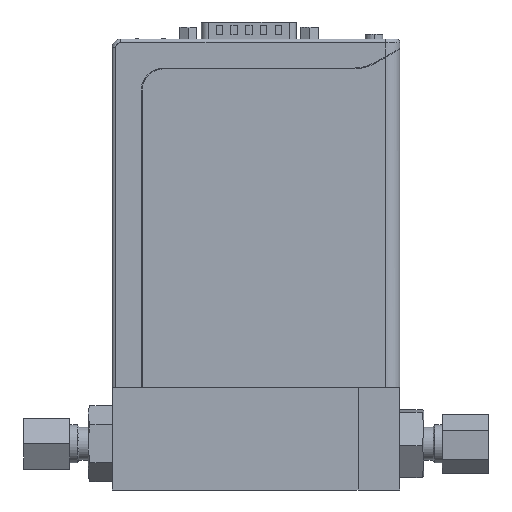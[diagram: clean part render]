
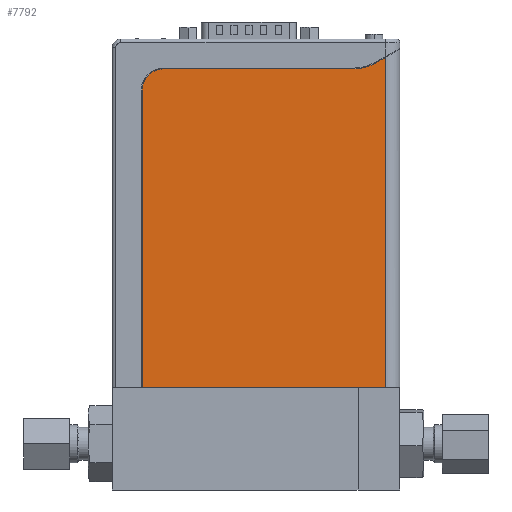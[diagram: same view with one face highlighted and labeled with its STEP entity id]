
A CAD part, left-side view. The second image highlights one B-rep face of the part: STEP entity #7792.
In plain terms, the highlighted planar face has unit normal (-1, 0, 0).
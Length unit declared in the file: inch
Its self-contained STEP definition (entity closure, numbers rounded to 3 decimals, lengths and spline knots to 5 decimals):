
#413 = CARTESIAN_POINT ( 'NONE',  ( -1.12106, 2.33071, 4.32283 ) ) ;
#1336 = ORIENTED_EDGE ( 'NONE', *, *, #13415, .T. ) ;
#1719 = CARTESIAN_POINT ( 'NONE',  ( -1.12106, -0.19127, 4.61448 ) ) ;
#1749 = AXIS2_PLACEMENT_3D ( 'NONE', #7611, #11284, #36930 ) ;
#1804 = CARTESIAN_POINT ( 'NONE',  ( -1.12106, 2.10236, 4.55118 ) ) ;
#2003 = CARTESIAN_POINT ( 'NONE',  ( -1.12106, 2.33071, 1.10236 ) ) ;
#2719 = VERTEX_POINT ( 'NONE', #20036 ) ;
#2997 = CARTESIAN_POINT ( 'NONE',  ( -1.12106, 2.33071, 4.32283 ) ) ;
#3998 = VERTEX_POINT ( 'NONE', #2997 ) ;
#4045 = CARTESIAN_POINT ( 'NONE',  ( -1.12106, -0.29528, 1.10236 ) ) ;
#4309 = CARTESIAN_POINT ( 'NONE',  ( -1.12106, -0.29528, 4.67452 ) ) ;
#6691 = AXIS2_PLACEMENT_3D ( 'NONE', #21693, #47313, #25383 ) ;
#6825 = VECTOR ( 'NONE', #33573, 39.37008 ) ;
#7611 = CARTESIAN_POINT ( 'NONE',  ( -1.12106, 2.10236, 4.32283 ) ) ;
#7792 = ADVANCED_FACE ( 'NONE', ( #25826 ), #33217, .F. ) ;
#9263 = VERTEX_POINT ( 'NONE', #4045 ) ;
#9723 = LINE ( 'NONE', #33070, #47573 ) ;
#11097 = CIRCLE ( 'NONE', #6691, 0.47244 ) ;
#11284 = DIRECTION ( 'NONE',  ( 1., 0., 0. ) ) ;
#12573 = EDGE_CURVE ( 'NONE', #2719, #15628, #11097, .T. ) ;
#12958 = EDGE_LOOP ( 'NONE', ( #36570, #44305, #31145, #18389, #25014, #35606, #1336 ) ) ;
#12990 = DIRECTION ( 'NONE',  ( 0., 0., -1. ) ) ;
#13415 = EDGE_CURVE ( 'NONE', #19677, #9263, #44853, .T. ) ;
#15627 = CARTESIAN_POINT ( 'NONE',  ( -1.12106, 2.10236, 4.32283 ) ) ;
#15628 = VERTEX_POINT ( 'NONE', #23325 ) ;
#15633 = VECTOR ( 'NONE', #38120, 39.37008 ) ;
#16048 = VECTOR ( 'NONE', #12990, 39.37008 ) ;
#17633 = EDGE_CURVE ( 'NONE', #29466, #9263, #25800, .T. ) ;
#17946 = EDGE_CURVE ( 'NONE', #19677, #3998, #44663, .T. ) ;
#18389 = ORIENTED_EDGE ( 'NONE', *, *, #35913, .F. ) ;
#19293 = DIRECTION ( 'NONE',  ( 0., 0., 1. ) ) ;
#19677 = VERTEX_POINT ( 'NONE', #2003 ) ;
#20036 = CARTESIAN_POINT ( 'NONE',  ( -1.12106, 0.04495, 4.55118 ) ) ;
#21693 = CARTESIAN_POINT ( 'NONE',  ( -1.12106, 0.04495, 5.02362 ) ) ;
#23325 = CARTESIAN_POINT ( 'NONE',  ( -1.12106, -0.19127, 4.61448 ) ) ;
#23712 = DIRECTION ( 'NONE',  ( 0., -0.866, 0.5 ) ) ;
#23753 = AXIS2_PLACEMENT_3D ( 'NONE', #15627, #41243, #19293 ) ;
#25014 = ORIENTED_EDGE ( 'NONE', *, *, #47052, .F. ) ;
#25383 = DIRECTION ( 'NONE',  ( 0., 0., 1. ) ) ;
#25800 = LINE ( 'NONE', #38626, #16048 ) ;
#25826 = FACE_OUTER_BOUND ( 'NONE', #12958, .T. ) ;
#25918 = DIRECTION ( 'NONE',  ( 0., -1., 0. ) ) ;
#29280 = LINE ( 'NONE', #1719, #39046 ) ;
#29466 = VERTEX_POINT ( 'NONE', #4309 ) ;
#31145 = ORIENTED_EDGE ( 'NONE', *, *, #12573, .F. ) ;
#33070 = CARTESIAN_POINT ( 'NONE',  ( -1.12106, 2.10236, 4.55118 ) ) ;
#33217 = PLANE ( 'NONE',  #1749 ) ;
#33573 = DIRECTION ( 'NONE',  ( 0., 0., 1. ) ) ;
#34401 = CARTESIAN_POINT ( 'NONE',  ( -1.12106, -0.45276, 1.10236 ) ) ;
#35606 = ORIENTED_EDGE ( 'NONE', *, *, #17946, .F. ) ;
#35913 = EDGE_CURVE ( 'NONE', #47220, #2719, #9723, .T. ) ;
#35968 = CIRCLE ( 'NONE', #23753, 0.22835 ) ;
#36570 = ORIENTED_EDGE ( 'NONE', *, *, #17633, .F. ) ;
#36930 = DIRECTION ( 'NONE',  ( 0., 0., -1. ) ) ;
#38120 = DIRECTION ( 'NONE',  ( 0., -1., 0. ) ) ;
#38626 = CARTESIAN_POINT ( 'NONE',  ( -1.12106, -0.29528, 4.76544 ) ) ;
#39046 = VECTOR ( 'NONE', #23712, 39.37008 ) ;
#41243 = DIRECTION ( 'NONE',  ( 1., 0., 0. ) ) ;
#44058 = EDGE_CURVE ( 'NONE', #15628, #29466, #29280, .T. ) ;
#44305 = ORIENTED_EDGE ( 'NONE', *, *, #44058, .F. ) ;
#44663 = LINE ( 'NONE', #413, #6825 ) ;
#44853 = LINE ( 'NONE', #34401, #15633 ) ;
#47052 = EDGE_CURVE ( 'NONE', #3998, #47220, #35968, .T. ) ;
#47220 = VERTEX_POINT ( 'NONE', #1804 ) ;
#47313 = DIRECTION ( 'NONE',  ( -1., 0., 0. ) ) ;
#47573 = VECTOR ( 'NONE', #25918, 39.37008 ) ;
